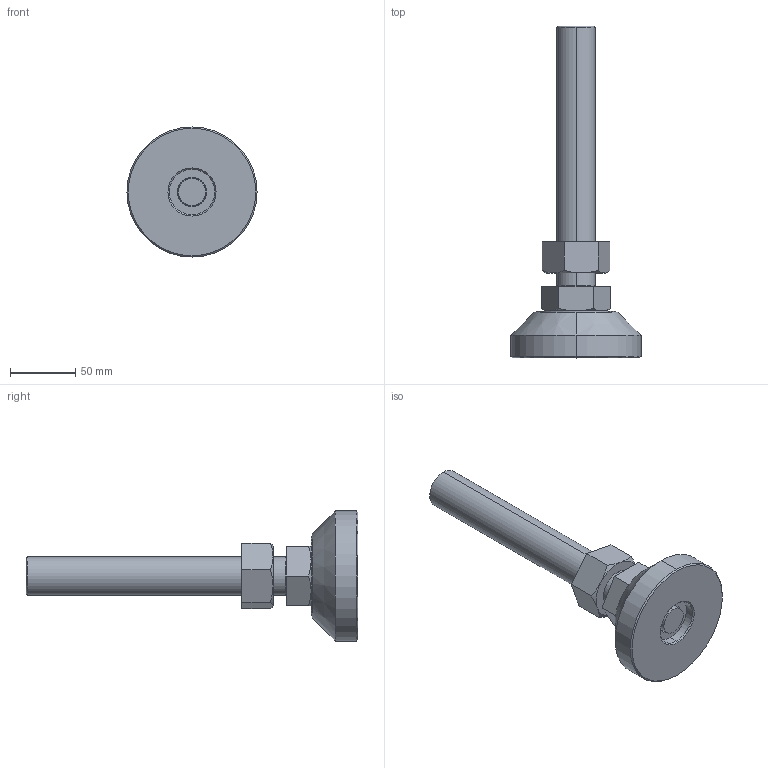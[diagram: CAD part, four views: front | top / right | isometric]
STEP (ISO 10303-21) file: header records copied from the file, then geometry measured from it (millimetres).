
FILE_DESCRIPTION (( 'STEP AP203' ), '1' );
FILE_NAME ('KC-275-B-13_.STEP', '2006-06-08T05:49:28', ( ' ' ), ( ' ' ), 'SwSTEP 2.0', 'SolidWorks 2005204', '' );
FILE_SCHEMA (( 'CONFIG_CONTROL_DESIGN' ));
Length unit declared in the file: millimetre
Products named in the file (5): KC-275-B-13_; KC-275-B-13儃儖僩_岞_棉太倌; KC-275-B-13儚僢僔儍乕_棉太倌; KC-275-B-13儀乕僗_棉太倌; 六角ナットM30（1種）_JIS B 1181 Hexagon nut - Class 1 Finished M30 --N
Assembly tree (4 placements, depth 2):
  KC-275-B-13_
    KC-275-B-13儚僢僔儍乕_棉太倌
    六角ナットM30（1種）_JIS B 1181 Hexagon nut - Class 1 Finished M30 --N
    KC-275-B-13儀乕僗_棉太倌
    KC-275-B-13儃儖僩_岞_棉太倌
Bounding box: 100 x 255 x 100 mm (x, y, z)
Volume: 433826.9 mm3; surface area: 65254.9 mm2
Topology: 4 solids, 4 shells, 71 faces, 148 edges, 88 vertices
Faces by surface type: cone 26, plane 23, cylinder 18, torus 4
Entity records: 2529 total; most frequent: CARTESIAN_POINT 482, DIRECTION 348, ORIENTED_EDGE 296, EDGE_CURVE 148, AXIS2_PLACEMENT_3D 146, VERTEX_POINT 88, EDGE_LOOP 80, ADVANCED_FACE 71
